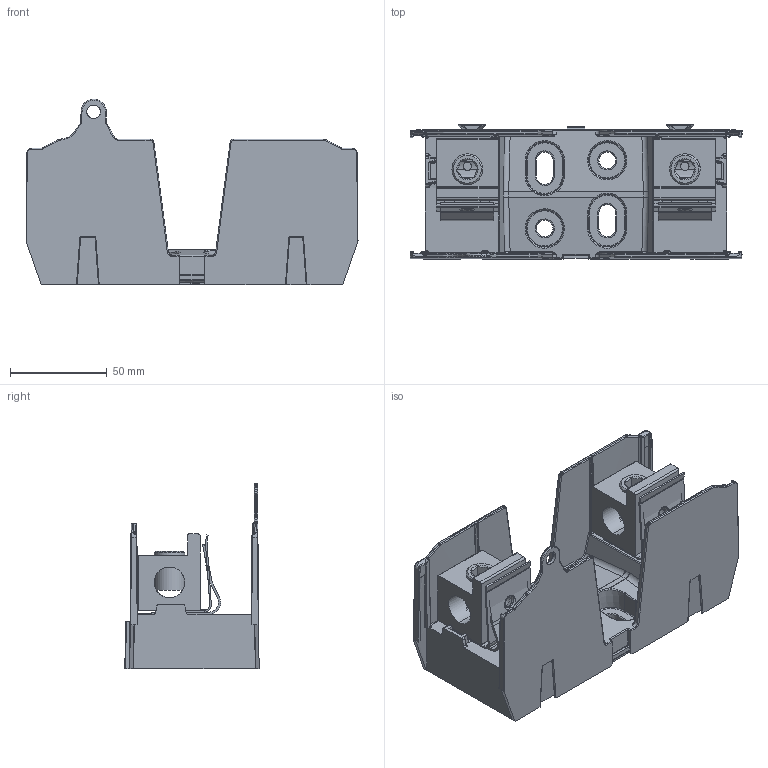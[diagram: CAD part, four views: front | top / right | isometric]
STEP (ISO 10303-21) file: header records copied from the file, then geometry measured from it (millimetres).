
FILE_DESCRIPTION (( 'STEP AP203' ), '1' );
FILE_NAME ('JM60200-1CR-1.step', '2021-12-07T12:11:48', ( '' ), ( '' ), 'SwSTEP 2.0', 'SolidWorks 2021', '' );
FILE_SCHEMA (( 'CONFIG_CONTROL_DESIGN' ));
Products named in the file (1): JM60200-1CR-1
Bounding box: 171.64 x 69.37 x 95.97 mm (x, y, z)
Surface area: 95385.6 mm2 (no closed solid volume)
Topology: 0 solids, 11 shells, 817 faces, 2225 edges, 1370 vertices
Faces by surface type: cylinder 344, plane 241, bspline 201, cone 27, torus 4
Full cylindrical faces by diameter (mm): 1.021 x1
Entity records: 54229 total; most frequent: CARTESIAN_POINT 36058, ORIENTED_EDGE 4092, DIRECTION 3122, EDGE_CURVE 2187, VERTEX_POINT 1370, VECTOR 1048, LINE 1048, AXIS2_PLACEMENT_3D 1037
